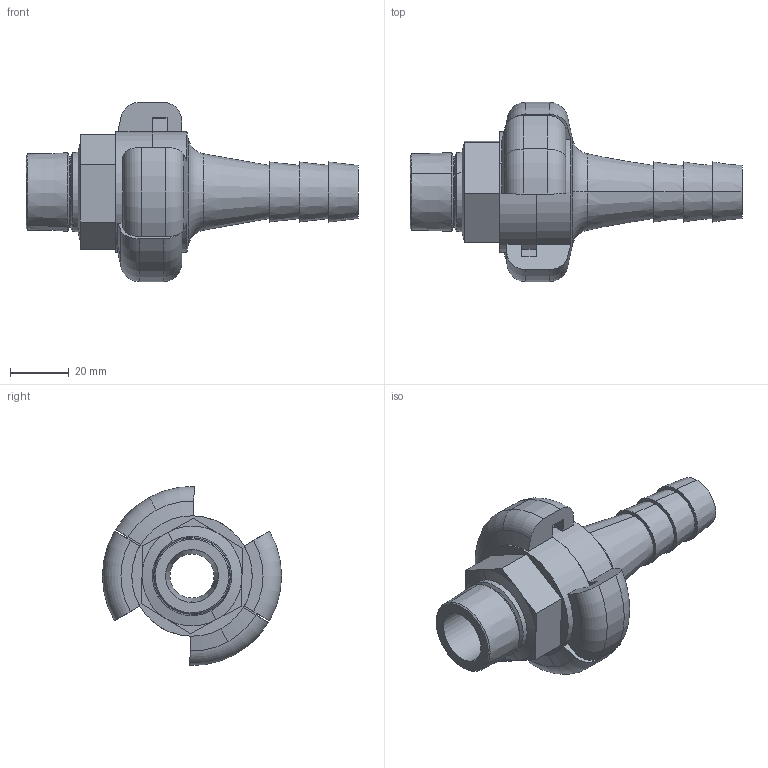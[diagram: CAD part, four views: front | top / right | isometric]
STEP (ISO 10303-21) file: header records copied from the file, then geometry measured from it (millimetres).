
FILE_DESCRIPTION (( 'STEP AP203' ), '1' );
FILE_NAME ('11-0140-05_outokumpu.step', '2015-08-12T07:04:20', ( '' ), ( '' ), 'SwSTEP 2.0', 'SolidWorks 2008', '' );
FILE_SCHEMA (( 'CONFIG_CONTROL_DESIGN' ));
Length unit declared in the file: millimetre
Products named in the file (4): hose-nipple-13-0140-03_outokumpu_hose-nipple-13-0140-03_outokumpu; nipple-13-0140-06_outokumpu_nipple-13-0140-06_outokumpu; Sealing_11-0140-05_outokumpu_11-0140-05_outokumpu; 11-0140-05_outokumpu
Assembly tree (4 placements, depth 2):
  11-0140-05_outokumpu
    hose-nipple-13-0140-03_outokumpu_hose-nipple-13-0140-03_outokumpu
    Sealing_11-0140-05_outokumpu_11-0140-05_outokumpu  x2
    nipple-13-0140-06_outokumpu_nipple-13-0140-06_outokumpu
Bounding box: 113 x 61 x 60.98 mm (x, y, z)
Volume: 69907.3 mm3; surface area: 33511.7 mm2
Topology: 4 solids, 4 shells, 149 faces, 353 edges, 222 vertices
Faces by surface type: plane 54, cylinder 48, cone 31, torus 16
Entity records: 4501 total; most frequent: DIRECTION 793, CARTESIAN_POINT 684, ORIENTED_EDGE 662, EDGE_CURVE 331, AXIS2_PLACEMENT_3D 317, VERTEX_POINT 208, CIRCLE 172, VECTOR 159
